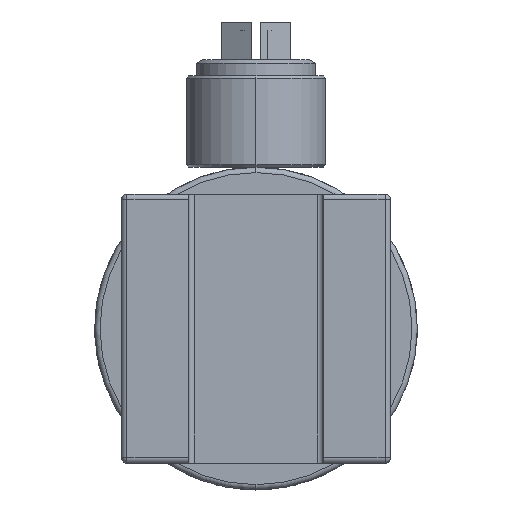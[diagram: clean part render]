
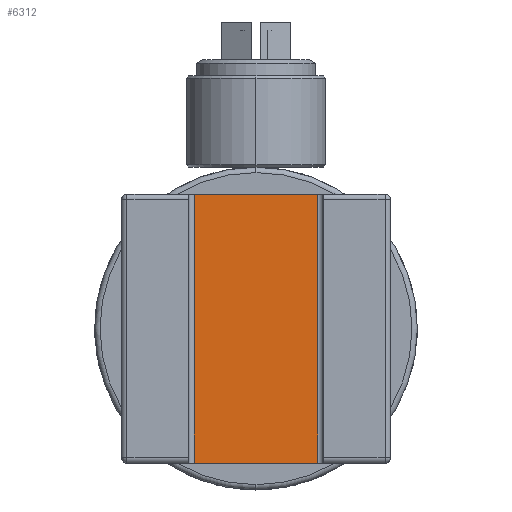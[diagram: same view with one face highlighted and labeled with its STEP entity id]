
A CAD part, left-side view. The second image highlights one B-rep face of the part: STEP entity #6312.
In plain terms, the highlighted planar face has unit normal (-1, 0, 0).
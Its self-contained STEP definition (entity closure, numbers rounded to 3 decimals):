
#1092 = LINE ( 'NONE', #5387, #3376 ) ;
#1150 = ORIENTED_EDGE ( 'NONE', *, *, #8758, .T. ) ;
#1236 = CARTESIAN_POINT ( 'NONE',  ( -15., 11.5, 25. ) ) ;
#1262 = CARTESIAN_POINT ( 'NONE',  ( -15., 11.5, 25. ) ) ;
#2153 = EDGE_CURVE ( 'NONE', #3846, #2155, #1092, .T. ) ;
#2155 = VERTEX_POINT ( 'NONE', #1236 ) ;
#2171 = LINE ( 'NONE', #3747, #8076 ) ;
#2720 = CARTESIAN_POINT ( 'NONE',  ( -15., 11.5, -25. ) ) ;
#3284 = CARTESIAN_POINT ( 'NONE',  ( -15., -11.5, 25. ) ) ;
#3313 = CARTESIAN_POINT ( 'NONE',  ( -15., 11.5, -25. ) ) ;
#3376 = VECTOR ( 'NONE', #7545, 1000. ) ;
#3747 = CARTESIAN_POINT ( 'NONE',  ( -15., -11.5, -25. ) ) ;
#3758 = EDGE_CURVE ( 'NONE', #5794, #3846, #6201, .T. ) ;
#3846 = VERTEX_POINT ( 'NONE', #6964 ) ;
#4003 = PLANE ( 'NONE',  #5397 ) ;
#4109 = VECTOR ( 'NONE', #8195, 1000. ) ;
#4319 = DIRECTION ( 'NONE',  ( 0., 0., 1. ) ) ;
#4362 = VECTOR ( 'NONE', #8983, 1000. ) ;
#5387 = CARTESIAN_POINT ( 'NONE',  ( -15., 11.5, -25. ) ) ;
#5397 = AXIS2_PLACEMENT_3D ( 'NONE', #3313, #6126, #8905 ) ;
#5422 = ORIENTED_EDGE ( 'NONE', *, *, #2153, .F. ) ;
#5794 = VERTEX_POINT ( 'NONE', #7149 ) ;
#5864 = EDGE_LOOP ( 'NONE', ( #5422, #6488, #1150, #8877 ) ) ;
#6126 = DIRECTION ( 'NONE',  ( 1., 0., 0. ) ) ;
#6201 = LINE ( 'NONE', #2720, #4362 ) ;
#6312 = ADVANCED_FACE ( 'NONE', ( #6665 ), #4003, .F. ) ;
#6488 = ORIENTED_EDGE ( 'NONE', *, *, #3758, .F. ) ;
#6665 = FACE_OUTER_BOUND ( 'NONE', #5864, .T. ) ;
#6964 = CARTESIAN_POINT ( 'NONE',  ( -15., 11.5, -25. ) ) ;
#7091 = EDGE_CURVE ( 'NONE', #7437, #2155, #7523, .T. ) ;
#7149 = CARTESIAN_POINT ( 'NONE',  ( -15., -11.5, -25. ) ) ;
#7437 = VERTEX_POINT ( 'NONE', #3284 ) ;
#7523 = LINE ( 'NONE', #1262, #4109 ) ;
#7545 = DIRECTION ( 'NONE',  ( 0., 0., 1. ) ) ;
#8076 = VECTOR ( 'NONE', #4319, 1000. ) ;
#8195 = DIRECTION ( 'NONE',  ( 0., 1., 0. ) ) ;
#8758 = EDGE_CURVE ( 'NONE', #5794, #7437, #2171, .T. ) ;
#8877 = ORIENTED_EDGE ( 'NONE', *, *, #7091, .T. ) ;
#8905 = DIRECTION ( 'NONE',  ( 0., 0., -1. ) ) ;
#8983 = DIRECTION ( 'NONE',  ( 0., 1., 0. ) ) ;
